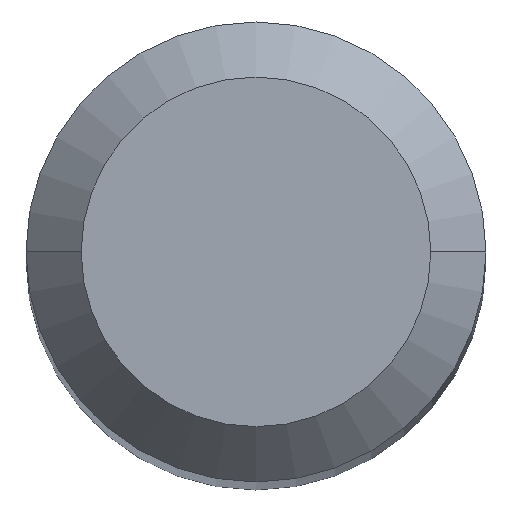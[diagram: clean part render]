
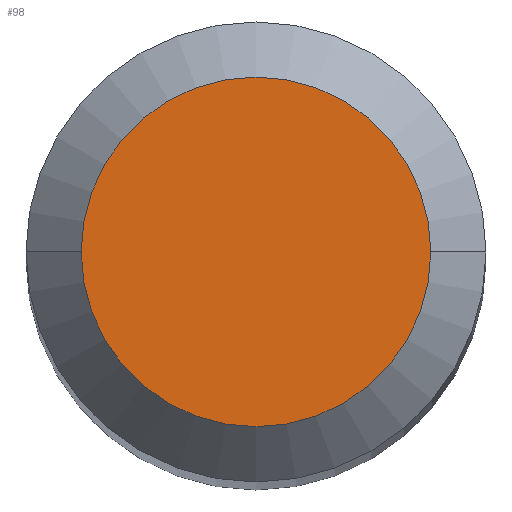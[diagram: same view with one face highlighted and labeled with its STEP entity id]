
A CAD part, top view. The second image highlights one B-rep face of the part: STEP entity #98.
In plain terms, the highlighted planar face has unit normal (0, 0, 1).
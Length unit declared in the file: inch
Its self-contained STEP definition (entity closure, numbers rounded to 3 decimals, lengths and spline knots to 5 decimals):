
#4 = CARTESIAN_POINT ( 'NONE',  ( 0., 0., 0. ) ) ;
#33 = DIRECTION ( 'NONE',  ( -1., 0., 0. ) ) ;
#51 = DIRECTION ( 'NONE',  ( 0., 0., 1. ) ) ;
#56 = VERTEX_POINT ( 'NONE', #253 ) ;
#94 = AXIS2_PLACEMENT_3D ( 'NONE', #126, #51, #311 ) ;
#98 = ADVANCED_FACE ( 'NONE', ( #402 ), #107, .F. ) ;
#107 = PLANE ( 'NONE',  #344 ) ;
#118 = ORIENTED_EDGE ( 'NONE', *, *, #286, .T. ) ;
#126 = CARTESIAN_POINT ( 'NONE',  ( 0., 0., 0. ) ) ;
#149 = EDGE_CURVE ( 'NONE', #56, #251, #347, .T. ) ;
#189 = ORIENTED_EDGE ( 'NONE', *, *, #149, .T. ) ;
#212 = EDGE_LOOP ( 'NONE', ( #118, #189 ) ) ;
#225 = CARTESIAN_POINT ( 'NONE',  ( 0., 0.0475, 0. ) ) ;
#231 = AXIS2_PLACEMENT_3D ( 'NONE', #4, #365, #442 ) ;
#251 = VERTEX_POINT ( 'NONE', #303 ) ;
#253 = CARTESIAN_POINT ( 'NONE',  ( 0.0475, 0., 0. ) ) ;
#286 = EDGE_CURVE ( 'NONE', #251, #56, #440, .T. ) ;
#303 = CARTESIAN_POINT ( 'NONE',  ( -0.0475, 0., 0. ) ) ;
#311 = DIRECTION ( 'NONE',  ( 1., 0., 0. ) ) ;
#344 = AXIS2_PLACEMENT_3D ( 'NONE', #225, #398, #33 ) ;
#347 = CIRCLE ( 'NONE', #94, 0.0475 ) ;
#365 = DIRECTION ( 'NONE',  ( 0., 0., 1. ) ) ;
#398 = DIRECTION ( 'NONE',  ( 0., 0., -1. ) ) ;
#402 = FACE_OUTER_BOUND ( 'NONE', #212, .T. ) ;
#440 = CIRCLE ( 'NONE', #231, 0.0475 ) ;
#442 = DIRECTION ( 'NONE',  ( 1., 0., 0. ) ) ;
